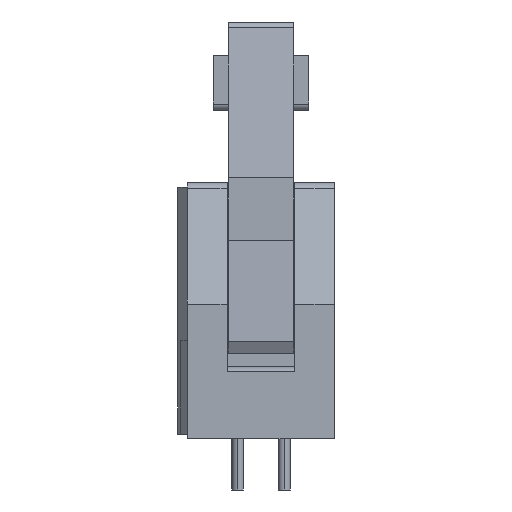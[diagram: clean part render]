
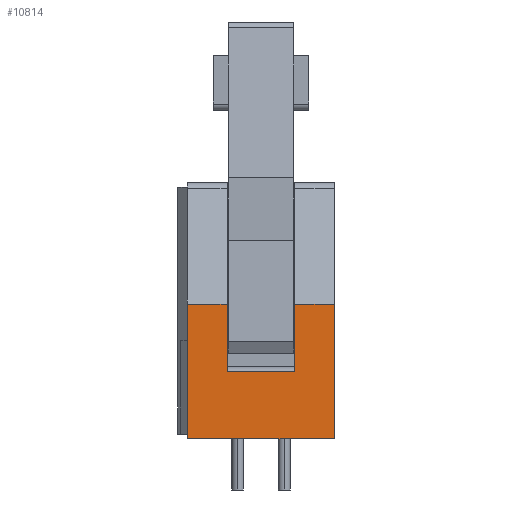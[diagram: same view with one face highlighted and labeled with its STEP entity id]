
A CAD part, left-side view. The second image highlights one B-rep face of the part: STEP entity #10814.
In plain terms, the highlighted planar face has unit normal (-1, 0, 0).
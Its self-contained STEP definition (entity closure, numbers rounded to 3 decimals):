
#171=DIRECTION('',(0.,0.,1.));
#172=VECTOR('',#171,7.341);
#173=CARTESIAN_POINT('',(-22.35,-4.001,-13.945));
#174=LINE('',#173,#172);
#1049=DIRECTION('',(0.,0.,1.));
#1050=VECTOR('',#1049,7.341);
#1051=CARTESIAN_POINT('',(-22.35,4.001,-13.945));
#1052=LINE('',#1051,#1050);
#3687=DIRECTION('',(0.,1.,0.));
#3688=VECTOR('',#3687,2.159);
#3689=CARTESIAN_POINT('',(-22.35,1.842,-6.604));
#3690=LINE('',#3689,#3688);
#3695=DIRECTION('',(0.,1.,0.));
#3696=VECTOR('',#3695,2.159);
#3697=CARTESIAN_POINT('',(-22.35,-4.001,-6.604));
#3698=LINE('',#3697,#3696);
#3699=DIRECTION('',(0.,0.,-1.));
#3700=VECTOR('',#3699,3.683);
#3701=CARTESIAN_POINT('',(-22.35,1.842,-6.604));
#3702=LINE('',#3701,#3700);
#3703=DIRECTION('',(0.,1.,0.));
#3704=VECTOR('',#3703,3.683);
#3705=CARTESIAN_POINT('',(-22.35,-1.842,-10.287));
#3706=LINE('',#3705,#3704);
#3707=DIRECTION('',(0.,0.,-1.));
#3708=VECTOR('',#3707,3.683);
#3709=CARTESIAN_POINT('',(-22.35,-1.842,-6.604));
#3710=LINE('',#3709,#3708);
#3711=DIRECTION('',(0.,1.,0.));
#3712=VECTOR('',#3711,8.001);
#3713=CARTESIAN_POINT('',(-22.35,-4.001,-13.945));
#3714=LINE('',#3713,#3712);
#4674=CARTESIAN_POINT('',(-22.35,-4.001,-13.945));
#4675=CARTESIAN_POINT('',(-22.35,-4.001,-6.604));
#4676=VERTEX_POINT('',#4674);
#4677=VERTEX_POINT('',#4675);
#4684=CARTESIAN_POINT('',(-22.35,4.001,-13.945));
#4685=CARTESIAN_POINT('',(-22.35,4.001,-6.604));
#4686=VERTEX_POINT('',#4684);
#4687=VERTEX_POINT('',#4685);
#4718=CARTESIAN_POINT('',(-22.35,1.842,-6.604));
#4719=CARTESIAN_POINT('',(-22.35,1.842,-10.287));
#4720=VERTEX_POINT('',#4718);
#4721=VERTEX_POINT('',#4719);
#4722=CARTESIAN_POINT('',(-22.35,-1.842,-6.604));
#4723=CARTESIAN_POINT('',(-22.35,-1.842,-10.287));
#4724=VERTEX_POINT('',#4722);
#4725=VERTEX_POINT('',#4723);
#10799=CARTESIAN_POINT('',(-22.35,-4.001,-13.945));
#10800=DIRECTION('',(-1.,0.,0.));
#10801=DIRECTION('',(0.,0.,1.));
#10802=AXIS2_PLACEMENT_3D('',#10799,#10800,#10801);
#10803=PLANE('',#10802);
#10804=ORIENTED_EDGE('',*,*,#7805,.T.);
#10805=ORIENTED_EDGE('',*,*,#7863,.F.);
#10806=ORIENTED_EDGE('',*,*,#10721,.F.);
#10807=ORIENTED_EDGE('',*,*,#10794,.F.);
#10808=ORIENTED_EDGE('',*,*,#6187,.F.);
#10809=ORIENTED_EDGE('',*,*,#7197,.T.);
#10810=ORIENTED_EDGE('',*,*,#6923,.T.);
#10811=ORIENTED_EDGE('',*,*,#10779,.F.);
#10812=EDGE_LOOP('',(#10804,#10805,#10806,#10807,#10808,#10809,#10810,#10811));
#10813=FACE_OUTER_BOUND('',#10812,.F.);
#6187=EDGE_CURVE('',#4676,#4677,#174,.T.);
#6923=EDGE_CURVE('',#4686,#4687,#1052,.T.);
#7197=EDGE_CURVE('',#4676,#4686,#3714,.T.);
#7805=EDGE_CURVE('',#4720,#4721,#3702,.T.);
#7863=EDGE_CURVE('',#4725,#4721,#3706,.T.);
#10721=EDGE_CURVE('',#4724,#4725,#3710,.T.);
#10779=EDGE_CURVE('',#4720,#4687,#3690,.T.);
#10794=EDGE_CURVE('',#4677,#4724,#3698,.T.);
#10814=ADVANCED_FACE('',(#10813),#10803,.T.);
